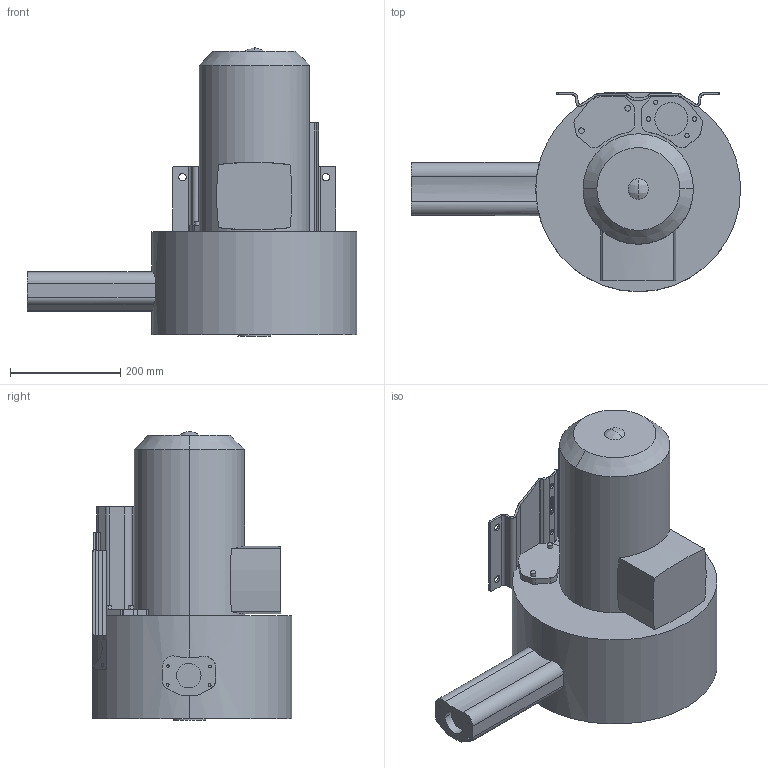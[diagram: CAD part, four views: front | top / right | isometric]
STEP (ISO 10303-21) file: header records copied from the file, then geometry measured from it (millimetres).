
FILE_DESCRIPTION (( 'STEP AP203' ), '1' );
FILE_NAME ('2RB520-1HQ46.STEP', '2025-04-25T07:03:30', ( '' ), ( '' ), 'SwSTEP 2.0', 'SolidWorks 2021', '' );
FILE_SCHEMA (( 'CONFIG_CONTROL_DESIGN' ));
Length unit declared in the file: millimetre
Products named in the file (1): 2RB520-1HQ46
Bounding box: 596.57 x 361.5 x 523.21 mm (x, y, z)
Volume: 34367744 mm3; surface area: 962260.8 mm2
Topology: 3 solids, 3 shells, 247 faces, 689 edges, 468 vertices
Faces by surface type: cylinder 136, plane 99, bspline 10, cone 2
Entity records: 11779 total; most frequent: CARTESIAN_POINT 5660, ORIENTED_EDGE 1378, DIRECTION 1053, EDGE_CURVE 689, VERTEX_POINT 468, AXIS2_PLACEMENT_3D 370, LINE 313, VECTOR 313
